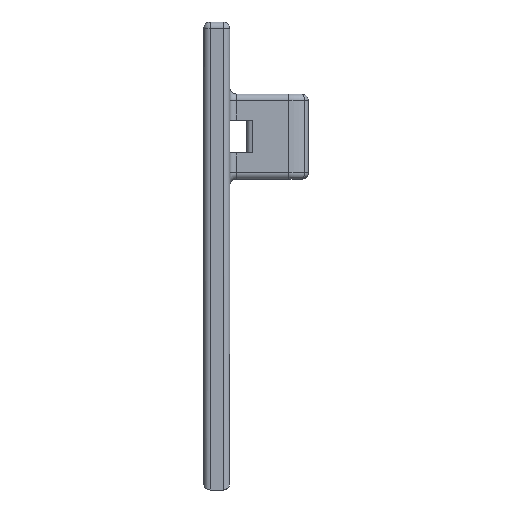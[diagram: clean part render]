
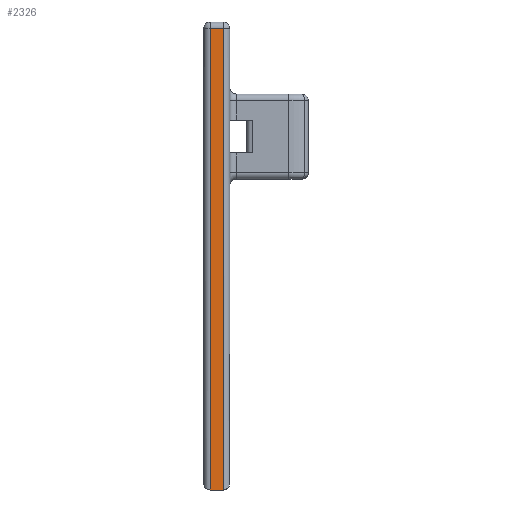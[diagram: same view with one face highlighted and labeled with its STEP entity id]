
A CAD part, left-side view. The second image highlights one B-rep face of the part: STEP entity #2326.
In plain terms, the highlighted planar face has unit normal (-1, 0, 0).
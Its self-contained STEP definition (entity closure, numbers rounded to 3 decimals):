
#110=PLANE('',#2636);
#242=FACE_OUTER_BOUND('',#404,.T.);
#404=EDGE_LOOP('',(#2121,#2122,#2123,#2124));
#493=LINE('',#3704,#665);
#497=LINE('',#3722,#669);
#506=LINE('',#3753,#678);
#510=LINE('',#3760,#682);
#665=VECTOR('',#2911,10.);
#669=VECTOR('',#2931,10.);
#678=VECTOR('',#2972,10.);
#682=VECTOR('',#2982,10.);
#1025=VERTEX_POINT('',#3696);
#1028=VERTEX_POINT('',#3703);
#1032=VERTEX_POINT('',#3715);
#1034=VERTEX_POINT('',#3721);
#1264=EDGE_CURVE('',#1028,#1025,#493,.T.);
#1273=EDGE_CURVE('',#1032,#1034,#497,.T.);
#1290=EDGE_CURVE('',#1025,#1032,#506,.T.);
#1294=EDGE_CURVE('',#1034,#1028,#510,.T.);
#2121=ORIENTED_EDGE('',*,*,#1264,.F.);
#2122=ORIENTED_EDGE('',*,*,#1294,.F.);
#2123=ORIENTED_EDGE('',*,*,#1273,.F.);
#2124=ORIENTED_EDGE('',*,*,#1290,.F.);
#2326=ADVANCED_FACE('',(#242),#110,.T.);
#2636=AXIS2_PLACEMENT_3D('',#4079,#3401,#3402);
#2911=DIRECTION('',(0.,0.,1.));
#2931=DIRECTION('',(0.,0.,-1.));
#2972=DIRECTION('',(0.,-1.,0.));
#2982=DIRECTION('',(0.,1.,0.));
#3401=DIRECTION('center_axis',(-1.,0.,0.));
#3402=DIRECTION('ref_axis',(0.,0.,1.));
#3696=CARTESIAN_POINT('',(0.,3.,45.5));
#3703=CARTESIAN_POINT('',(0.,3.,-25.));
#3704=CARTESIAN_POINT('',(0.,3.,-7.125));
#3715=CARTESIAN_POINT('',(0.,1.,45.5));
#3721=CARTESIAN_POINT('',(0.,1.,-25.));
#3722=CARTESIAN_POINT('',(0.,1.,-7.125));
#3753=CARTESIAN_POINT('',(0.,0.,45.5));
#3760=CARTESIAN_POINT('',(0.,0.,-25.));
#4079=CARTESIAN_POINT('Origin',(0.,0.,-25.));
